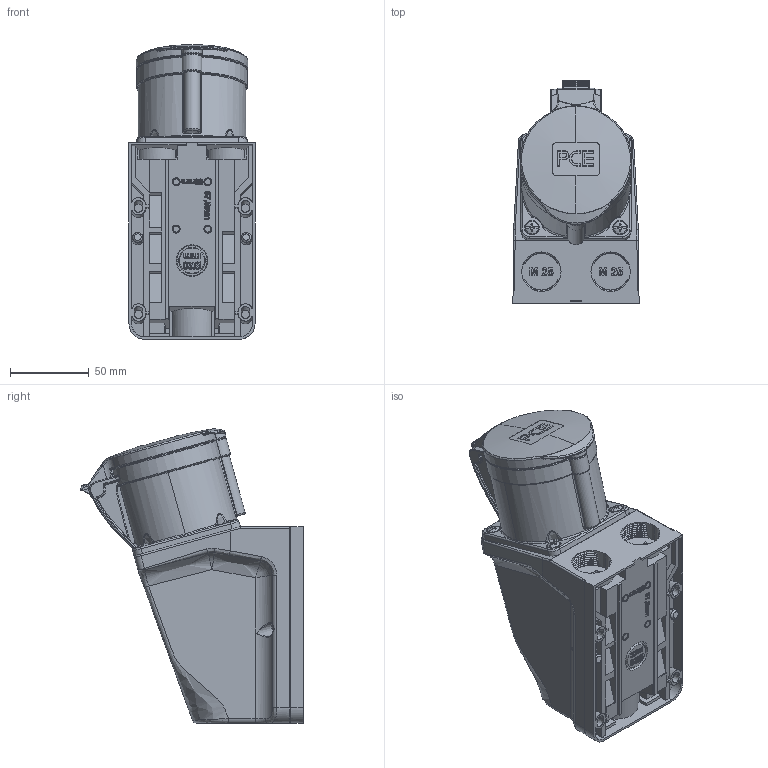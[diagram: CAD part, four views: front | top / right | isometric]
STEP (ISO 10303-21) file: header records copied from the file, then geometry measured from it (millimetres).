
FILE_DESCRIPTION (( 'STEP AP203' ), '1' );
FILE_NAME ('925-6.STEP', '2017-12-21T09:54:00', ( '' ), ( '' ), 'SwSTEP 2.0', 'SolidWorks 2016', '' );
FILE_SCHEMA (( 'CONFIG_CONTROL_DESIGN' ));
Products named in the file (1): 925-6
Bounding box: 80.14 x 141.43 x 187.18 mm (x, y, z)
Volume: 950650.6 mm3; surface area: 82470.3 mm2
Topology: 1 solids, 5 shells, 1684 faces, 4438 edges, 2827 vertices
Faces by surface type: plane 774, bspline 525, cylinder 218, torus 107, cone 37, sphere 23
Entity records: 95656 total; most frequent: CARTESIAN_POINT 60068, ORIENTED_EDGE 8814, DIRECTION 5347, EDGE_CURVE 4407, VERTEX_POINT 2827, VECTOR 1791, LINE 1791, EDGE_LOOP 1778
